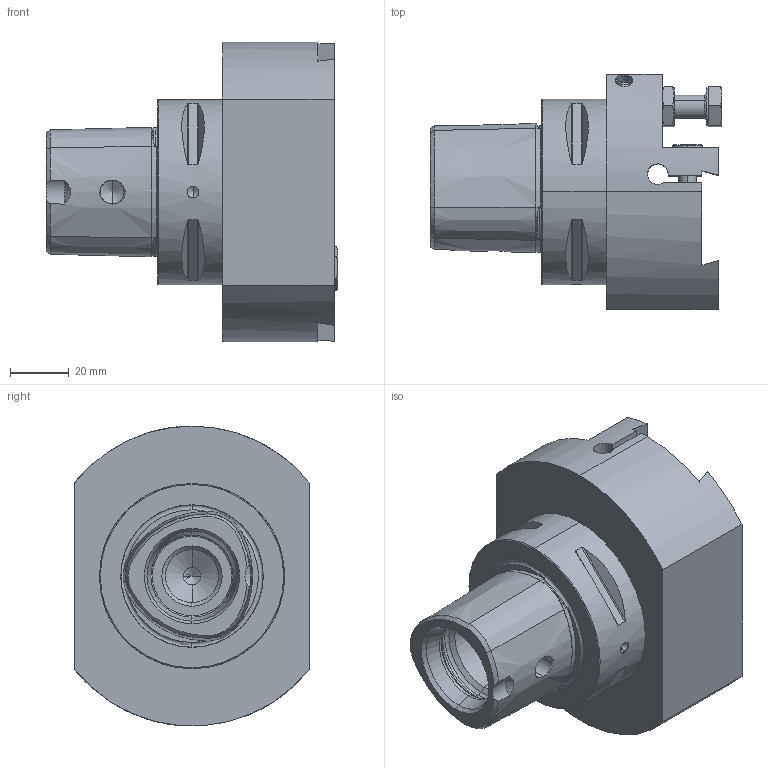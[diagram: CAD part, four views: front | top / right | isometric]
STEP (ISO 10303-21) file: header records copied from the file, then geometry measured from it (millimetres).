
FILE_DESCRIPTION (( 'STEP AP203' ), '1' );
FILE_NAME ('PS6-AM3.K11.060.STEP', '2013-06-24T07:20:18', ( 'baer' ), ( 'Hewlett-Packard Company' ), 'SwSTEP 2.0', 'SolidWorks 2012', '' );
FILE_SCHEMA (( 'CONFIG_CONTROL_DESIGN' ));
Length unit declared in the file: millimetre
Products named in the file (7): PS6-AM3.K11.060; ISO 4026 - M8 x 10_PreviewCfg; KVT_MB_600_060; ISO 4035 - M8_PreviewCfg; AM3-ER1.001.020_PreviewCfg; ISO 4762 - M6 x 16_PreviewCfg; PS6-AM3.K11.060_A
Assembly tree (9 placements, depth 2):
  PS6-AM3.K11.060
    PS6-AM3.K11.060_A
    ISO 4762 - M6 x 16_PreviewCfg  x3
    AM3-ER1.001.020_PreviewCfg
    ISO 4035 - M8_PreviewCfg
    KVT_MB_600_060  x2
    ISO 4026 - M8 x 10_PreviewCfg
Bounding box: 99.3 x 80 x 101.94 mm (x, y, z)
Volume: 304297.2 mm3; surface area: 53283.6 mm2
Topology: 11 solids, 11 shells, 427 faces, 993 edges, 584 vertices
Faces by surface type: cone 150, plane 127, cylinder 104, torus 42, sphere 4
Entity records: 11592 total; most frequent: CARTESIAN_POINT 3064, DIRECTION 1660, ORIENTED_EDGE 1578, EDGE_CURVE 789, AXIS2_PLACEMENT_3D 670, VERTEX_POINT 479, EDGE_LOOP 378, ADVANCED_FACE 341
